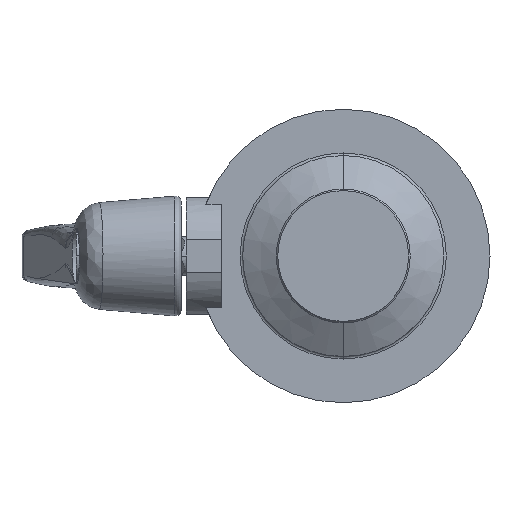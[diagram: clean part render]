
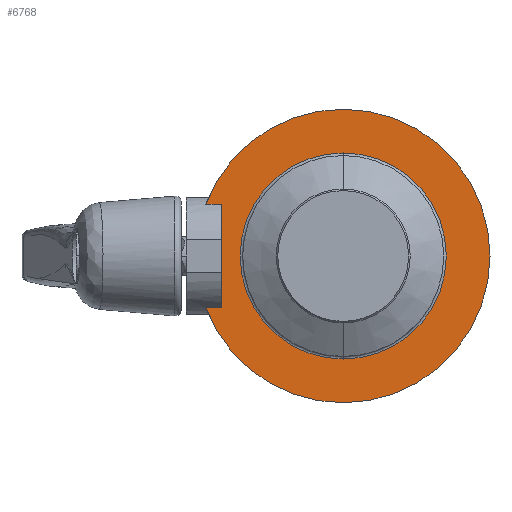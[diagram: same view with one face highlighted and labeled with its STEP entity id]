
A CAD part, left-side view. The second image highlights one B-rep face of the part: STEP entity #6768.
In plain terms, the highlighted planar face has unit normal (-1, 0, 0).
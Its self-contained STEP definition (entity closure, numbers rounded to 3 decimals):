
#110 = ORIENTED_EDGE ( 'NONE', *, *, #953, .F. ) ;
#621 = CARTESIAN_POINT ( 'NONE',  ( -10., 43.07, -16.155 ) ) ;
#844 = VECTOR ( 'NONE', #10484, 1000. ) ;
#953 = EDGE_CURVE ( 'NONE', #11774, #6122, #5416, .T. ) ;
#1014 = FACE_OUTER_BOUND ( 'NONE', #1423, .T. ) ;
#1094 = FACE_BOUND ( 'NONE', #12220, .T. ) ;
#1249 = EDGE_CURVE ( 'NONE', #6122, #11774, #13957, .T. ) ;
#1303 = AXIS2_PLACEMENT_3D ( 'NONE', #11645, #4869, #12714 ) ;
#1423 = EDGE_LOOP ( 'NONE', ( #9667, #7527, #11508, #14089, #13159, #6263 ) ) ;
#2327 = CARTESIAN_POINT ( 'NONE',  ( -10., 18.296, 16.155 ) ) ;
#2661 = VECTOR ( 'NONE', #8796, 1000. ) ;
#3569 = VERTEX_POINT ( 'NONE', #10517 ) ;
#3820 = DIRECTION ( 'NONE',  ( 0., 0., 1. ) ) ;
#4021 = DIRECTION ( 'NONE',  ( -1., 0., 0. ) ) ;
#4058 = CARTESIAN_POINT ( 'NONE',  ( -10., 38.172, 16.155 ) ) ;
#4324 = DIRECTION ( 'NONE',  ( 0., 0., 1. ) ) ;
#4378 = DIRECTION ( 'NONE',  ( -1., 0., 0. ) ) ;
#4381 = CARTESIAN_POINT ( 'NONE',  ( -10., 0., 0. ) ) ;
#4869 = DIRECTION ( 'NONE',  ( -1., 0., 0. ) ) ;
#4890 = VERTEX_POINT ( 'NONE', #6002 ) ;
#4921 = EDGE_CURVE ( 'NONE', #4890, #13392, #8660, .T. ) ;
#5024 = CARTESIAN_POINT ( 'NONE',  ( -10., 0., 0. ) ) ;
#5138 = EDGE_CURVE ( 'NONE', #3569, #4890, #6946, .T. ) ;
#5416 = CIRCLE ( 'NONE', #9818, 32.3 ) ;
#6002 = CARTESIAN_POINT ( 'NONE',  ( -10., 43.07, 16.155 ) ) ;
#6122 = VERTEX_POINT ( 'NONE', #13487 ) ;
#6137 = CARTESIAN_POINT ( 'NONE',  ( -10., 46., 0. ) ) ;
#6180 = DIRECTION ( 'NONE',  ( 0., 0., -1. ) ) ;
#6187 = CARTESIAN_POINT ( 'NONE',  ( -10., 0., -46. ) ) ;
#6209 = CARTESIAN_POINT ( 'NONE',  ( -10., 0., 32.3 ) ) ;
#6263 = ORIENTED_EDGE ( 'NONE', *, *, #4921, .T. ) ;
#6768 = ADVANCED_FACE ( 'NONE', ( #1014, #1094 ), #8399, .F. ) ;
#6946 = CIRCLE ( 'NONE', #8388, 46. ) ;
#7527 = ORIENTED_EDGE ( 'NONE', *, *, #7966, .T. ) ;
#7921 = AXIS2_PLACEMENT_3D ( 'NONE', #6137, #12850, #6180 ) ;
#7966 = EDGE_CURVE ( 'NONE', #9375, #11371, #13001, .T. ) ;
#7994 = AXIS2_PLACEMENT_3D ( 'NONE', #5024, #11787, #3820 ) ;
#8388 = AXIS2_PLACEMENT_3D ( 'NONE', #4381, #4378, #4324 ) ;
#8399 = PLANE ( 'NONE',  #7921 ) ;
#8630 = EDGE_CURVE ( 'NONE', #12432, #3569, #14644, .T. ) ;
#8660 = LINE ( 'NONE', #2327, #844 ) ;
#8796 = DIRECTION ( 'NONE',  ( 0., 1., 0. ) ) ;
#9231 = VECTOR ( 'NONE', #10077, 1000. ) ;
#9290 = LINE ( 'NONE', #10034, #9231 ) ;
#9375 = VERTEX_POINT ( 'NONE', #13640 ) ;
#9667 = ORIENTED_EDGE ( 'NONE', *, *, #10246, .F. ) ;
#9818 = AXIS2_PLACEMENT_3D ( 'NONE', #13676, #13665, #13660 ) ;
#10034 = CARTESIAN_POINT ( 'NONE',  ( -10., 38.172, 0. ) ) ;
#10077 = DIRECTION ( 'NONE',  ( 0., 0., 1. ) ) ;
#10117 = ORIENTED_EDGE ( 'NONE', *, *, #1249, .F. ) ;
#10246 = EDGE_CURVE ( 'NONE', #9375, #13392, #9290, .T. ) ;
#10484 = DIRECTION ( 'NONE',  ( 0., -1., 0. ) ) ;
#10517 = CARTESIAN_POINT ( 'NONE',  ( -10., 0., 46. ) ) ;
#10869 = CARTESIAN_POINT ( 'NONE',  ( -10., 0., 0. ) ) ;
#11053 = AXIS2_PLACEMENT_3D ( 'NONE', #10869, #4021, #11959 ) ;
#11371 = VERTEX_POINT ( 'NONE', #621 ) ;
#11508 = ORIENTED_EDGE ( 'NONE', *, *, #14274, .T. ) ;
#11645 = CARTESIAN_POINT ( 'NONE',  ( -10., 0., 0. ) ) ;
#11774 = VERTEX_POINT ( 'NONE', #6209 ) ;
#11787 = DIRECTION ( 'NONE',  ( -1., 0., 0. ) ) ;
#11959 = DIRECTION ( 'NONE',  ( 0., 0., 1. ) ) ;
#12220 = EDGE_LOOP ( 'NONE', ( #110, #10117 ) ) ;
#12432 = VERTEX_POINT ( 'NONE', #6187 ) ;
#12714 = DIRECTION ( 'NONE',  ( 0., 0., 1. ) ) ;
#12850 = DIRECTION ( 'NONE',  ( 1., 0., 0. ) ) ;
#13001 = LINE ( 'NONE', #14288, #2661 ) ;
#13159 = ORIENTED_EDGE ( 'NONE', *, *, #5138, .T. ) ;
#13392 = VERTEX_POINT ( 'NONE', #4058 ) ;
#13487 = CARTESIAN_POINT ( 'NONE',  ( -10., 0., -32.3 ) ) ;
#13579 = CIRCLE ( 'NONE', #1303, 46. ) ;
#13640 = CARTESIAN_POINT ( 'NONE',  ( -10., 38.172, -16.155 ) ) ;
#13660 = DIRECTION ( 'NONE',  ( 0., 0., 1. ) ) ;
#13665 = DIRECTION ( 'NONE',  ( -1., 0., 0. ) ) ;
#13676 = CARTESIAN_POINT ( 'NONE',  ( -10., 0., 0. ) ) ;
#13957 = CIRCLE ( 'NONE', #7994, 32.3 ) ;
#14089 = ORIENTED_EDGE ( 'NONE', *, *, #8630, .T. ) ;
#14274 = EDGE_CURVE ( 'NONE', #11371, #12432, #13579, .T. ) ;
#14288 = CARTESIAN_POINT ( 'NONE',  ( -10., 18.296, -16.155 ) ) ;
#14644 = CIRCLE ( 'NONE', #11053, 46. ) ;
